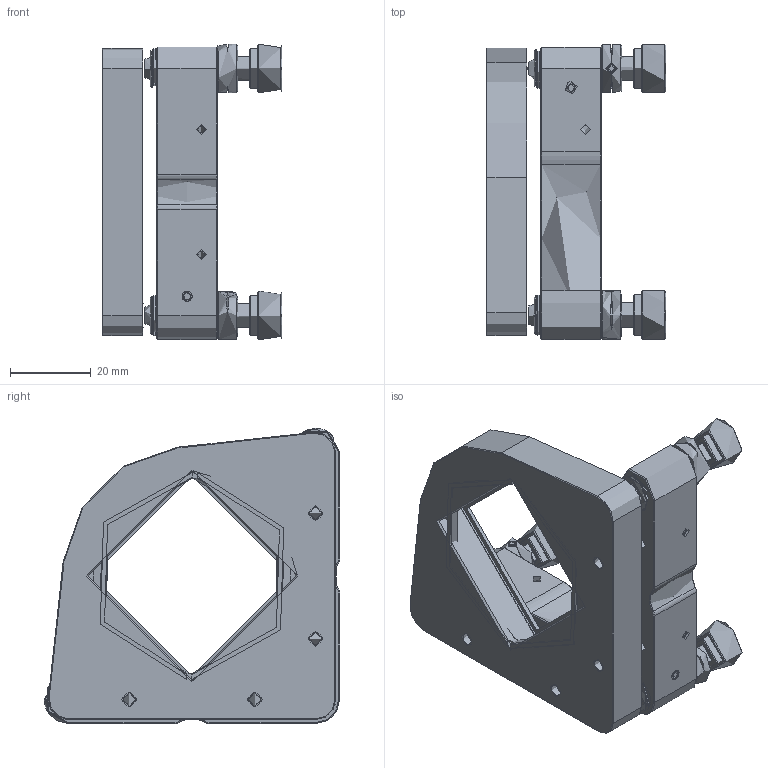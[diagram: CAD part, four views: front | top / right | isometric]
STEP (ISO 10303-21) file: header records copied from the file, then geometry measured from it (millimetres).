
FILE_DESCRIPTION (( 'STEP AP203' ), '1' );
FILE_NAME ('520251.STEP', '2022-11-02T06:54:19', ( '' ), ( '' ), 'SwSTEP 2.0', 'SolidWorks 2020', '' );
FILE_SCHEMA (( 'CONFIG_CONTROL_DESIGN' ));
Length unit declared in the file: millimetre
Products named in the file (1): 520251
Bounding box: 44.43 x 73 x 73 mm (x, y, z)
Topology: 0 solids, 55 shells, 364 faces, 1000 edges, 667 vertices
Faces by surface type: plane 160, cone 90, cylinder 85, bspline 29
Full cylindrical faces by diameter (mm): 2.5 x7, 3 x7, 3.3 x4, 4 x5, 5 x2, 6 x12, 7.5 x2, 8 x3, 9.5 x3, 10 x3, 12 x6, 48.3 x1, 49.05 x1, 51.05 x1, 52.05 x1
Entity records: 20671 total; most frequent: CARTESIAN_POINT 12769, DIRECTION 1530, ORIENTED_EDGE 1366, EDGE_CURVE 776, AXIS2_PLACEMENT_3D 622, VERTEX_POINT 590, EDGE_LOOP 565, FACE_OUTER_BOUND 416
